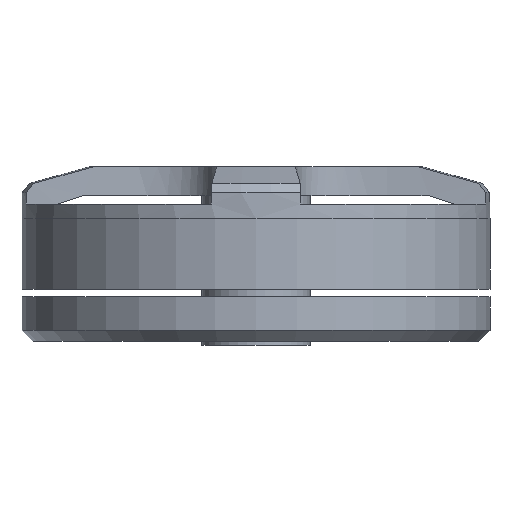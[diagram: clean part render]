
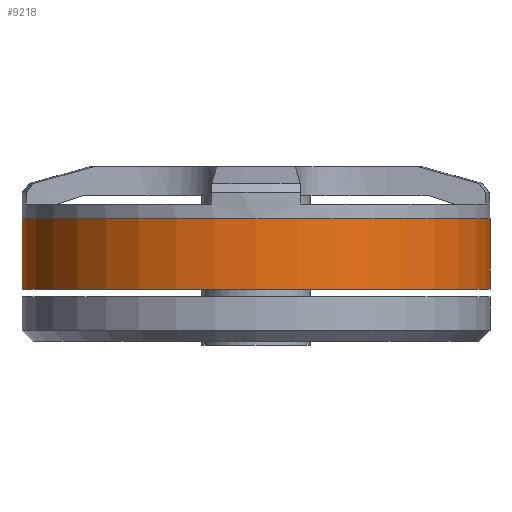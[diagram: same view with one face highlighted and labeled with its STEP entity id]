
A CAD part, front view. The second image highlights one B-rep face of the part: STEP entity #9218.
In plain terms, the highlighted cylindrical face has radius 31.5 mm (diameter 63 mm), a full revolution.
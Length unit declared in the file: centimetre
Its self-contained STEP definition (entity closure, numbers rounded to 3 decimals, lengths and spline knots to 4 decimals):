
#196=CIRCLE('',#9850,3.15);
#197=CIRCLE('',#9851,3.15);
#394=FACE_OUTER_BOUND('',#974,.T.);
#974=EDGE_LOOP('',(#6331,#6332,#6333,#6334));
#2399=LINE('',#17745,#2876);
#2876=VECTOR('',#10770,3.15);
#3488=VERTEX_POINT('',#17742);
#3489=VERTEX_POINT('',#17744);
#4518=EDGE_CURVE('',#3488,#3488,#196,.T.);
#4519=EDGE_CURVE('',#3488,#3489,#2399,.T.);
#4520=EDGE_CURVE('',#3489,#3489,#197,.T.);
#6331=ORIENTED_EDGE('',*,*,#4518,.F.);
#6332=ORIENTED_EDGE('',*,*,#4519,.T.);
#6333=ORIENTED_EDGE('',*,*,#4520,.F.);
#6334=ORIENTED_EDGE('',*,*,#4519,.F.);
#8687=CYLINDRICAL_SURFACE('',#9849,3.15);
#9218=ADVANCED_FACE('',(#394),#8687,.T.);
#9849=AXIS2_PLACEMENT_3D('',#17741,#10766,#10767);
#9850=AXIS2_PLACEMENT_3D('',#17743,#10768,#10769);
#9851=AXIS2_PLACEMENT_3D('',#17746,#10771,#10772);
#10766=DIRECTION('center_axis',(0.,0.,-1.));
#10767=DIRECTION('ref_axis',(1.,0.,0.));
#10768=DIRECTION('center_axis',(0.,0.,-1.));
#10769=DIRECTION('ref_axis',(1.,0.,0.));
#10770=DIRECTION('',(0.,0.,1.));
#10771=DIRECTION('center_axis',(0.,0.,1.));
#10772=DIRECTION('ref_axis',(1.,0.,0.));
#17741=CARTESIAN_POINT('Origin',(0.,0.,-0.1));
#17742=CARTESIAN_POINT('',(-3.15,0.,-1.045));
#17743=CARTESIAN_POINT('Origin',(0.,0.,-1.045));
#17744=CARTESIAN_POINT('',(-3.15,0.,-0.1));
#17745=CARTESIAN_POINT('',(-3.15,0.,-0.1));
#17746=CARTESIAN_POINT('Origin',(0.,0.,-0.1));
